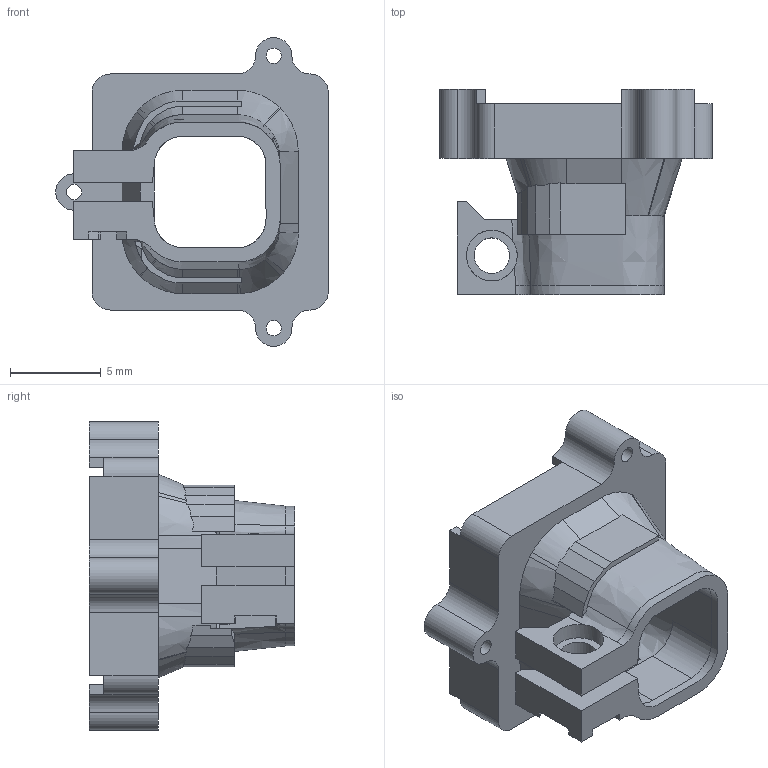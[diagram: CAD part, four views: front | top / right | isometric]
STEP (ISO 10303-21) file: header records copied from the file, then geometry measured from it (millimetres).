
FILE_DESCRIPTION(/* description */ (''),/* implementation_level */ '2;1');
FILE_NAME(/* name */ 'Top_RNEL.step',/* time_stamp */ '2019-04-17T16:19:51-05:00',/* author */ ('savva.morozov'),/* organization */ (''),/* preprocessor_version */ 'ST-DEVELOPER v18',/* originating_system */ 'Autodesk Translation Framework v8.2.0.1029',/* authorisation */ '');
FILE_SCHEMA (('AUTOMOTIVE_DESIGN { 1 0 10303 214 3 1 1 }'));
Length unit declared in the file: millimetre
Products named in the file (1): Top - for github
Bounding box: 15 x 11.3 x 17 mm (x, y, z)
Volume: 455.9 mm3; surface area: 1167.5 mm2
Topology: 1 solids, 1 shells, 172 faces, 502 edges, 332 vertices
Faces by surface type: plane 95, bspline 50, cylinder 27
Full cylindrical faces by diameter (mm): 0.85 x3, 1.95 x2, 2.8 x1
Entity records: 8563 total; most frequent: CARTESIAN_POINT 4451, ORIENTED_EDGE 1004, DIRECTION 595, EDGE_CURVE 502, VERTEX_POINT 332, LINE 247, VECTOR 247, B_SPLINE_CURVE_WITH_KNOTS 204
